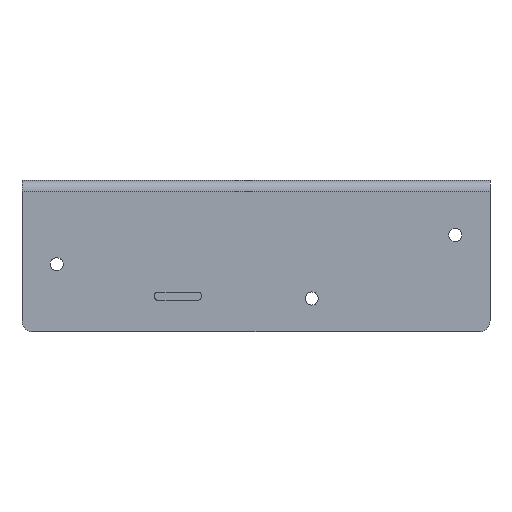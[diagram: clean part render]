
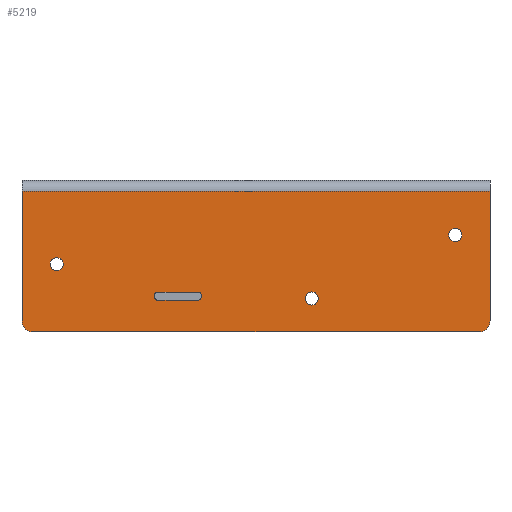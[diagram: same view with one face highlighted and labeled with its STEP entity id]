
A CAD part, front view. The second image highlights one B-rep face of the part: STEP entity #5219.
In plain terms, the highlighted planar face has unit normal (0, -1, 0).
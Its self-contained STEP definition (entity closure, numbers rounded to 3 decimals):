
#39=DIRECTION('',(0.,0.,-1.));
#40=VECTOR('',#39,35.5);
#41=CARTESIAN_POINT('',(0.,-127.6,-1.5));
#42=LINE('',#41,#40);
#1107=DIRECTION('',(0.,0.,-1.));
#1108=VECTOR('',#1107,35.5);
#1109=CARTESIAN_POINT('',(-128.,-127.6,-1.5));
#1110=LINE('',#1109,#1108);
#1131=DIRECTION('',(-1.,0.,0.));
#1132=VECTOR('',#1131,128.);
#1133=CARTESIAN_POINT('',(0.,-127.6,-1.5));
#1134=LINE('',#1133,#1132);
#1135=CARTESIAN_POINT('',(-3.,-127.6,-37.));
#1136=DIRECTION('',(0.,-1.,0.));
#1137=DIRECTION('',(0.,0.,-1.));
#1138=AXIS2_PLACEMENT_3D('',#1135,#1136,#1137);
#1140=CARTESIAN_POINT('',(-125.,-127.6,-37.));
#1141=DIRECTION('',(0.,-1.,0.));
#1142=DIRECTION('',(-1.,0.,0.));
#1143=AXIS2_PLACEMENT_3D('',#1140,#1141,#1142);
#1145=CARTESIAN_POINT('',(-90.85,-127.6,-30.35));
#1146=DIRECTION('',(0.,-1.,0.));
#1147=DIRECTION('',(-1.,0.,0.));
#1148=AXIS2_PLACEMENT_3D('',#1145,#1146,#1147);
#1150=DIRECTION('',(1.,0.,0.));
#1151=VECTOR('',#1150,10.9);
#1152=CARTESIAN_POINT('',(-90.85,-127.6,-31.35));
#1153=LINE('',#1152,#1151);
#1154=CARTESIAN_POINT('',(-79.95,-127.6,-30.35));
#1155=DIRECTION('',(0.,-1.,0.));
#1156=DIRECTION('',(0.,0.,-1.));
#1157=AXIS2_PLACEMENT_3D('',#1154,#1155,#1156);
#1159=DIRECTION('',(0.,0.,1.));
#1160=VECTOR('',#1159,0.25);
#1161=CARTESIAN_POINT('',(-78.95,-127.6,-30.35));
#1162=LINE('',#1161,#1160);
#1163=CARTESIAN_POINT('',(-79.95,-127.6,-30.1));
#1164=DIRECTION('',(0.,-1.,0.));
#1165=DIRECTION('',(1.,0.,0.));
#1166=AXIS2_PLACEMENT_3D('',#1163,#1164,#1165);
#1168=DIRECTION('',(-1.,0.,0.));
#1169=VECTOR('',#1168,10.9);
#1170=CARTESIAN_POINT('',(-79.95,-127.6,-29.1));
#1171=LINE('',#1170,#1169);
#1172=CARTESIAN_POINT('',(-90.85,-127.6,-30.1));
#1173=DIRECTION('',(0.,-1.,0.));
#1174=DIRECTION('',(0.,0.,1.));
#1175=AXIS2_PLACEMENT_3D('',#1172,#1173,#1174);
#1177=DIRECTION('',(0.,0.,-1.));
#1178=VECTOR('',#1177,0.25);
#1179=CARTESIAN_POINT('',(-91.85,-127.6,-30.1));
#1180=LINE('',#1179,#1178);
#1181=CARTESIAN_POINT('',(-118.5,-127.6,-21.5));
#1182=DIRECTION('',(0.,-1.,0.));
#1183=DIRECTION('',(1.,0.,0.));
#1184=AXIS2_PLACEMENT_3D('',#1181,#1182,#1183);
#1186=CARTESIAN_POINT('',(-118.5,-127.6,-21.5));
#1187=DIRECTION('',(0.,-1.,0.));
#1188=DIRECTION('',(-1.,0.,0.));
#1189=AXIS2_PLACEMENT_3D('',#1186,#1187,#1188);
#1191=CARTESIAN_POINT('',(-48.75,-127.6,-30.87));
#1192=DIRECTION('',(0.,-1.,0.));
#1193=DIRECTION('',(1.,0.,0.));
#1194=AXIS2_PLACEMENT_3D('',#1191,#1192,#1193);
#1196=CARTESIAN_POINT('',(-48.75,-127.6,-30.87));
#1197=DIRECTION('',(0.,-1.,0.));
#1198=DIRECTION('',(-1.,0.,0.));
#1199=AXIS2_PLACEMENT_3D('',#1196,#1197,#1198);
#1201=CARTESIAN_POINT('',(-9.5,-127.6,-13.5));
#1202=DIRECTION('',(0.,-1.,0.));
#1203=DIRECTION('',(1.,0.,0.));
#1204=AXIS2_PLACEMENT_3D('',#1201,#1202,#1203);
#1206=CARTESIAN_POINT('',(-9.5,-127.6,-13.5));
#1207=DIRECTION('',(0.,-1.,0.));
#1208=DIRECTION('',(-1.,0.,0.));
#1209=AXIS2_PLACEMENT_3D('',#1206,#1207,#1208);
#1313=DIRECTION('',(-1.,0.,0.));
#1314=VECTOR('',#1313,122.);
#1315=CARTESIAN_POINT('',(-3.,-127.6,-40.));
#1316=LINE('',#1315,#1314);
#3109=CARTESIAN_POINT('',(0.,-127.6,-1.5));
#3110=VERTEX_POINT('',#3109);
#3111=CARTESIAN_POINT('',(-128.,-127.6,-1.5));
#3112=VERTEX_POINT('',#3111);
#3125=CARTESIAN_POINT('',(-3.,-127.6,-40.));
#3126=VERTEX_POINT('',#3125);
#3127=CARTESIAN_POINT('',(0.,-127.6,-37.));
#3128=VERTEX_POINT('',#3127);
#3139=CARTESIAN_POINT('',(-128.,-127.6,-37.));
#3140=VERTEX_POINT('',#3139);
#3143=CARTESIAN_POINT('',(-125.,-127.6,-40.));
#3144=VERTEX_POINT('',#3143);
#3825=CARTESIAN_POINT('',(-91.85,-127.6,-30.35));
#3826=CARTESIAN_POINT('',(-90.85,-127.6,-31.35));
#3827=VERTEX_POINT('',#3825);
#3828=VERTEX_POINT('',#3826);
#3829=CARTESIAN_POINT('',(-79.95,-127.6,-31.35));
#3830=VERTEX_POINT('',#3829);
#3831=CARTESIAN_POINT('',(-78.95,-127.6,-30.35));
#3832=VERTEX_POINT('',#3831);
#3833=CARTESIAN_POINT('',(-78.95,-127.6,-30.1));
#3834=VERTEX_POINT('',#3833);
#3835=CARTESIAN_POINT('',(-79.95,-127.6,-29.1));
#3836=VERTEX_POINT('',#3835);
#3837=CARTESIAN_POINT('',(-90.85,-127.6,-29.1));
#3838=VERTEX_POINT('',#3837);
#3839=CARTESIAN_POINT('',(-91.85,-127.6,-30.1));
#3840=VERTEX_POINT('',#3839);
#3977=CARTESIAN_POINT('',(-116.7,-127.6,-21.5));
#3978=CARTESIAN_POINT('',(-120.3,-127.6,-21.5));
#3979=VERTEX_POINT('',#3977);
#3980=VERTEX_POINT('',#3978);
#3981=CARTESIAN_POINT('',(-46.95,-127.6,-30.87));
#3982=CARTESIAN_POINT('',(-50.55,-127.6,-30.87));
#3983=VERTEX_POINT('',#3981);
#3984=VERTEX_POINT('',#3982);
#3985=CARTESIAN_POINT('',(-7.7,-127.6,-13.5));
#3986=CARTESIAN_POINT('',(-11.3,-127.6,-13.5));
#3987=VERTEX_POINT('',#3985);
#3988=VERTEX_POINT('',#3986);
#5167=CARTESIAN_POINT('',(0.,-127.6,1.5));
#5168=DIRECTION('',(0.,-1.,0.));
#5169=DIRECTION('',(0.,0.,-1.));
#5170=AXIS2_PLACEMENT_3D('',#5167,#5168,#5169);
#5171=PLANE('',#5170);
#5172=ORIENTED_EDGE('',*,*,#4057,.F.);
#5173=ORIENTED_EDGE('',*,*,#4044,.T.);
#5175=ORIENTED_EDGE('',*,*,#5174,.F.);
#5177=ORIENTED_EDGE('',*,*,#5176,.T.);
#5179=ORIENTED_EDGE('',*,*,#5178,.F.);
#5180=ORIENTED_EDGE('',*,*,#5151,.F.);
#5181=EDGE_LOOP('',(#5172,#5173,#5175,#5177,#5179,#5180));
#5182=FACE_OUTER_BOUND('',#5181,.F.);
#5184=ORIENTED_EDGE('',*,*,#5183,.T.);
#5186=ORIENTED_EDGE('',*,*,#5185,.T.);
#5188=ORIENTED_EDGE('',*,*,#5187,.T.);
#5190=ORIENTED_EDGE('',*,*,#5189,.T.);
#5192=ORIENTED_EDGE('',*,*,#5191,.T.);
#5194=ORIENTED_EDGE('',*,*,#5193,.T.);
#5196=ORIENTED_EDGE('',*,*,#5195,.T.);
#5198=ORIENTED_EDGE('',*,*,#5197,.T.);
#5199=EDGE_LOOP('',(#5184,#5186,#5188,#5190,#5192,#5194,#5196,#5198));
#5200=FACE_BOUND('',#5199,.F.);
#5202=ORIENTED_EDGE('',*,*,#5201,.T.);
#5204=ORIENTED_EDGE('',*,*,#5203,.T.);
#5205=EDGE_LOOP('',(#5202,#5204));
#5206=FACE_BOUND('',#5205,.F.);
#5208=ORIENTED_EDGE('',*,*,#5207,.T.);
#5210=ORIENTED_EDGE('',*,*,#5209,.T.);
#5211=EDGE_LOOP('',(#5208,#5210));
#5212=FACE_BOUND('',#5211,.F.);
#5214=ORIENTED_EDGE('',*,*,#5213,.T.);
#5216=ORIENTED_EDGE('',*,*,#5215,.T.);
#5217=EDGE_LOOP('',(#5214,#5216));
#5218=FACE_BOUND('',#5217,.F.);
#5219=ADVANCED_FACE('',(#5182,#5200,#5206,#5212,#5218),#5171,.T.);
#1139=CIRCLE('',#1138,3.);
#1144=CIRCLE('',#1143,3.);
#1149=CIRCLE('',#1148,1.);
#1158=CIRCLE('',#1157,1.);
#1167=CIRCLE('',#1166,1.);
#1176=CIRCLE('',#1175,1.);
#1185=CIRCLE('',#1184,1.8);
#1190=CIRCLE('',#1189,1.8);
#1195=CIRCLE('',#1194,1.8);
#1200=CIRCLE('',#1199,1.8);
#1205=CIRCLE('',#1204,1.8);
#1210=CIRCLE('',#1209,1.8);
#4044=EDGE_CURVE('',#3110,#3128,#42,.T.);
#4057=EDGE_CURVE('',#3110,#3112,#1134,.T.);
#5151=EDGE_CURVE('',#3112,#3140,#1110,.T.);
#5174=EDGE_CURVE('',#3126,#3128,#1139,.T.);
#5176=EDGE_CURVE('',#3126,#3144,#1316,.T.);
#5178=EDGE_CURVE('',#3140,#3144,#1144,.T.);
#5183=EDGE_CURVE('',#3827,#3828,#1149,.T.);
#5185=EDGE_CURVE('',#3828,#3830,#1153,.T.);
#5187=EDGE_CURVE('',#3830,#3832,#1158,.T.);
#5189=EDGE_CURVE('',#3832,#3834,#1162,.T.);
#5191=EDGE_CURVE('',#3834,#3836,#1167,.T.);
#5193=EDGE_CURVE('',#3836,#3838,#1171,.T.);
#5195=EDGE_CURVE('',#3838,#3840,#1176,.T.);
#5197=EDGE_CURVE('',#3840,#3827,#1180,.T.);
#5201=EDGE_CURVE('',#3979,#3980,#1185,.T.);
#5203=EDGE_CURVE('',#3980,#3979,#1190,.T.);
#5207=EDGE_CURVE('',#3983,#3984,#1195,.T.);
#5209=EDGE_CURVE('',#3984,#3983,#1200,.T.);
#5213=EDGE_CURVE('',#3987,#3988,#1205,.T.);
#5215=EDGE_CURVE('',#3988,#3987,#1210,.T.);
